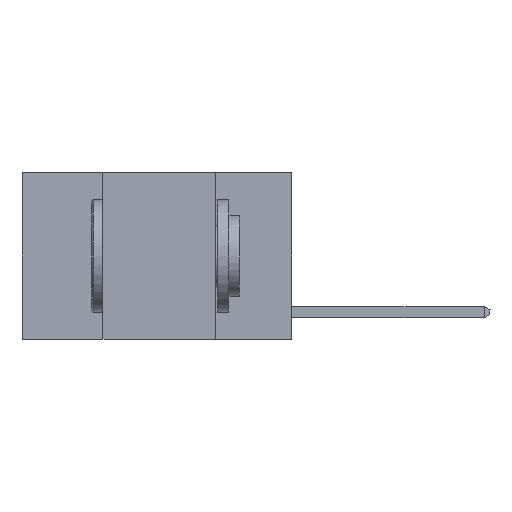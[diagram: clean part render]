
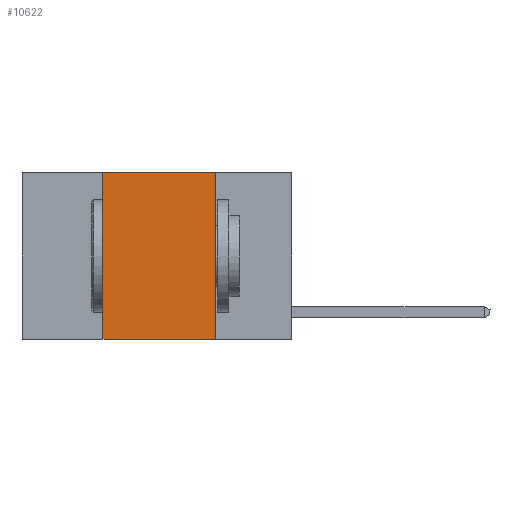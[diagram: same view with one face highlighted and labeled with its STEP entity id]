
A CAD part, left-side view. The second image highlights one B-rep face of the part: STEP entity #10622.
In plain terms, the highlighted planar face has unit normal (-1, 0, 0).
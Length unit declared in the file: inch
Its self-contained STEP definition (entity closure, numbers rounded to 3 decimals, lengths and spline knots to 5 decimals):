
#457 = EDGE_CURVE ( 'NONE', #10217, #866, #6890, .T. ) ;
#639 = DIRECTION ( 'NONE',  ( 0., 0., 1. ) ) ;
#866 = VERTEX_POINT ( 'NONE', #8508 ) ;
#1421 = EDGE_CURVE ( 'NONE', #866, #5637, #18012, .T. ) ;
#2068 = ORIENTED_EDGE ( 'NONE', *, *, #11294, .F. ) ;
#2120 = LINE ( 'NONE', #9291, #13105 ) ;
#2378 = FACE_OUTER_BOUND ( 'NONE', #14627, .T. ) ;
#2851 = CARTESIAN_POINT ( 'NONE',  ( 0., 0.6, 0. ) ) ;
#3218 = VECTOR ( 'NONE', #4894, 39.37008 ) ;
#4894 = DIRECTION ( 'NONE',  ( 0., -1., 0. ) ) ;
#5264 = CARTESIAN_POINT ( 'NONE',  ( 0., 0.17, 0. ) ) ;
#5637 = VERTEX_POINT ( 'NONE', #13144 ) ;
#6040 = ORIENTED_EDGE ( 'NONE', *, *, #12417, .T. ) ;
#6890 = LINE ( 'NONE', #2851, #9775 ) ;
#7071 = VECTOR ( 'NONE', #16205, 39.37008 ) ;
#7584 = LINE ( 'NONE', #14748, #3218 ) ;
#7894 = PLANE ( 'NONE',  #17855 ) ;
#8508 = CARTESIAN_POINT ( 'NONE',  ( 0., 0.17, 0. ) ) ;
#9291 = CARTESIAN_POINT ( 'NONE',  ( 0., 0.42, 0. ) ) ;
#9314 = DIRECTION ( 'NONE',  ( 0., 0., -1. ) ) ;
#9775 = VECTOR ( 'NONE', #11695, 39.37008 ) ;
#9985 = ORIENTED_EDGE ( 'NONE', *, *, #457, .F. ) ;
#10217 = VERTEX_POINT ( 'NONE', #11015 ) ;
#10622 = ADVANCED_FACE ( 'NONE', ( #2378 ), #7894, .F. ) ;
#11015 = CARTESIAN_POINT ( 'NONE',  ( 0., 0.42, 0. ) ) ;
#11294 = EDGE_CURVE ( 'NONE', #13921, #10217, #2120, .T. ) ;
#11695 = DIRECTION ( 'NONE',  ( 0., -1., 0. ) ) ;
#12066 = CARTESIAN_POINT ( 'NONE',  ( 0., 0.42, -0.37 ) ) ;
#12417 = EDGE_CURVE ( 'NONE', #13921, #5637, #7584, .T. ) ;
#13105 = VECTOR ( 'NONE', #639, 39.37008 ) ;
#13144 = CARTESIAN_POINT ( 'NONE',  ( 0., 0.17, -0.37 ) ) ;
#13466 = CARTESIAN_POINT ( 'NONE',  ( 0., 0.6, 0. ) ) ;
#13921 = VERTEX_POINT ( 'NONE', #12066 ) ;
#14627 = EDGE_LOOP ( 'NONE', ( #18071, #9985, #2068, #6040 ) ) ;
#14748 = CARTESIAN_POINT ( 'NONE',  ( 0., 0.6, -0.37 ) ) ;
#16205 = DIRECTION ( 'NONE',  ( 0., 0., -1. ) ) ;
#17496 = DIRECTION ( 'NONE',  ( 1., 0., 0. ) ) ;
#17855 = AXIS2_PLACEMENT_3D ( 'NONE', #13466, #17496, #9314 ) ;
#18012 = LINE ( 'NONE', #5264, #7071 ) ;
#18071 = ORIENTED_EDGE ( 'NONE', *, *, #1421, .F. ) ;
